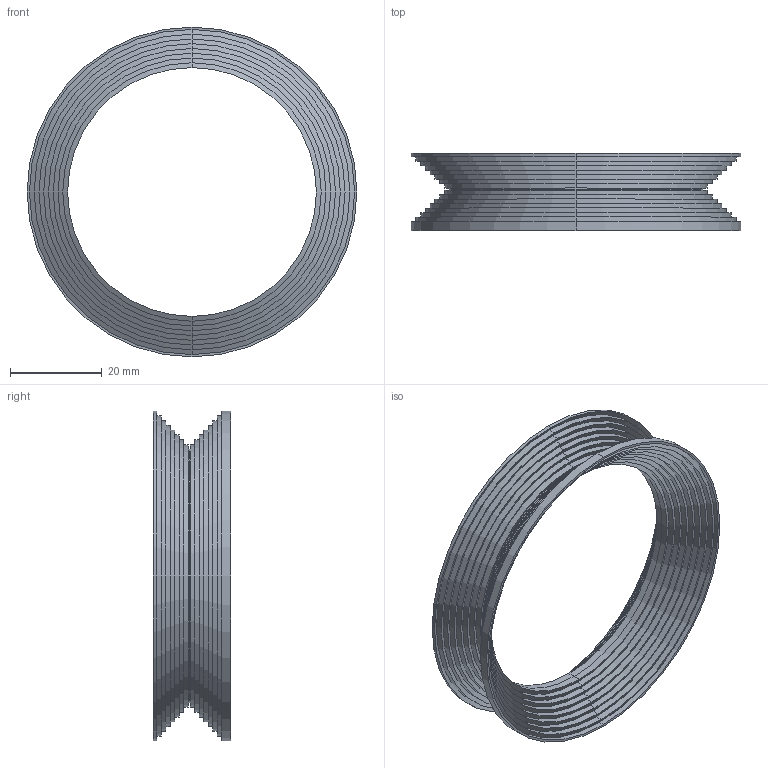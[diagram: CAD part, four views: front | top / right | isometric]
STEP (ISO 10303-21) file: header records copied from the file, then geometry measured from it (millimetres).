
FILE_DESCRIPTION (( 'STEP AP214' ), '1' );
FILE_NAME ('(x1)_POSPA_RecRoundv8.STEP', '2023-12-12T15:55:03', ( '' ), ( '' ), 'SwSTEP 2.0', 'SolidWorks 2022', '' );
FILE_SCHEMA (( 'AUTOMOTIVE_DESIGN' ));
Length unit declared in the file: millimetre
Products named in the file (1): (x1)_POSPA_RecRoundv8
Bounding box: 71.79 x 16.8 x 71.79 mm (x, y, z)
Volume: 4255.5 mm3; surface area: 17400.2 mm2
Topology: 1 solids, 1 shells, 134 faces, 268 edges, 136 vertices
Faces by surface type: cone 70, cylinder 62, plane 2
Entity records: 3402 total; most frequent: DIRECTION 674, CARTESIAN_POINT 539, ORIENTED_EDGE 536, AXIS2_PLACEMENT_3D 271, EDGE_CURVE 268, EDGE_LOOP 136, CIRCLE 136, VERTEX_POINT 136
